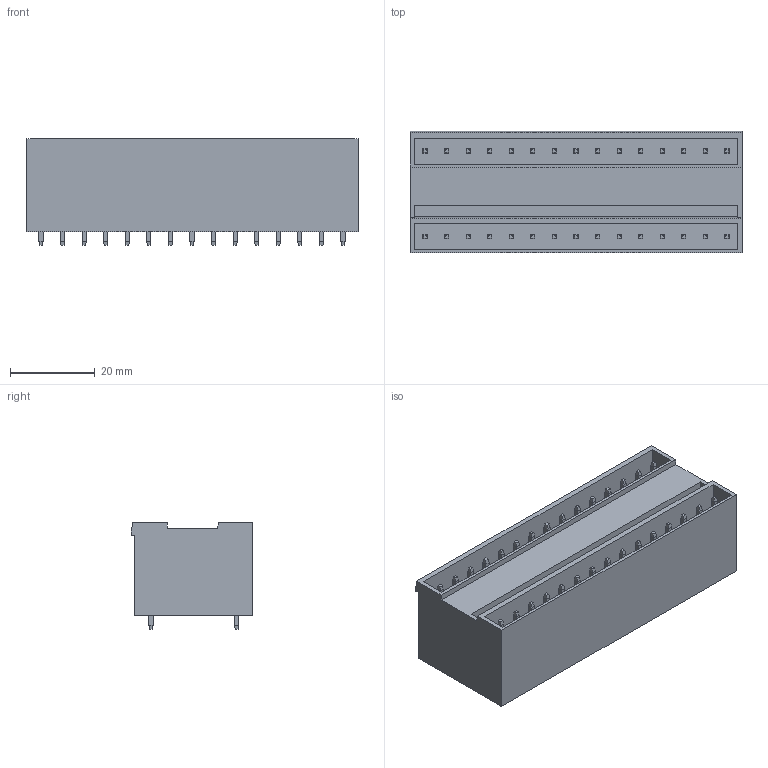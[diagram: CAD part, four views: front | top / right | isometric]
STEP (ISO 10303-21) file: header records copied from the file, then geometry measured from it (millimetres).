
FILE_DESCRIPTION(('CATIA V5 STEP Exchange','CAx-IF Rec.Pracs.--- Model Styling and Organization---1.2---2011-12-15'),'2;1');
FILE_NAME ('D1453135_0_1602520000_1602520000.stp','2018-11-03T06:40:40+00:00',('none'),('Weidmueller'),'CATIA Version 5-6 Release 2014','CATIA V5 STEP AP214','none');
FILE_SCHEMA(('AUTOMOTIVE_DESIGN { 1 0 10303 214 1 1 1 1 }'));
Length unit declared in the file: millimetre
Products named in the file (1): 1602520000
Bounding box: 78.2 x 28.68 x 25.2 mm (x, y, z)
Volume: 23231.5 mm3; surface area: 21476.8 mm2
Topology: 31 solids, 31 shells, 574 faces, 1290 edges, 780 vertices
Faces by surface type: plane 574
Entity records: 13568 total; most frequent: ORIENTED_EDGE 2580, CARTESIAN_POINT 2536, DIRECTION 1500, EDGE_CURVE 1290, VECTOR 1050, LINE 1050, VERTEX_POINT 780, EDGE_LOOP 636
